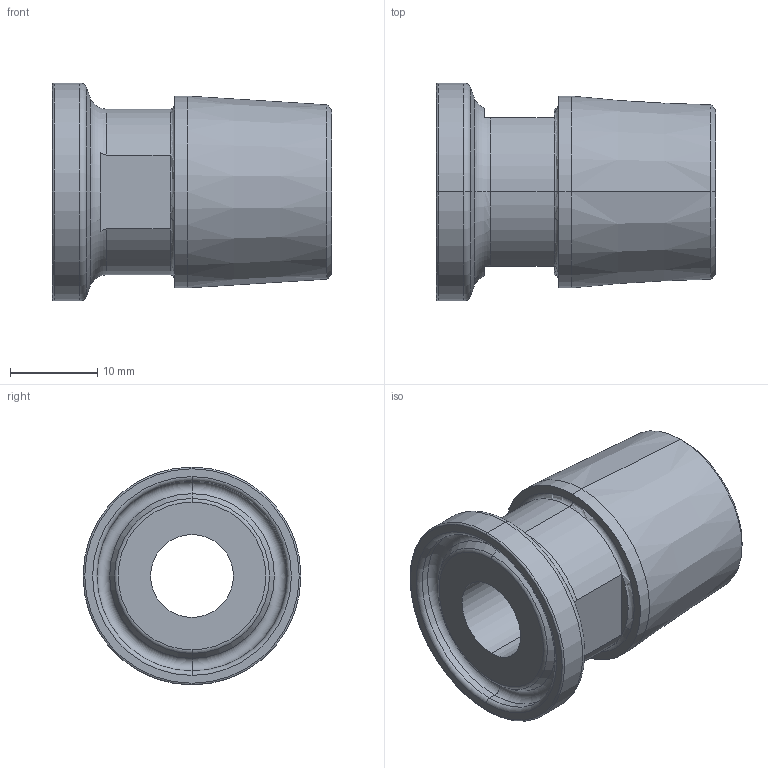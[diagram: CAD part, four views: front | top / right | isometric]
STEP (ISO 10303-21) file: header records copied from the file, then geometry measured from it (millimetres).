
FILE_DESCRIPTION (( 'STEP AP214' ), '1' );
FILE_NAME ('AM.050.050.STEP', '2020-03-09T08:34:30', ( '' ), ( '' ), 'SwSTEP 2.0', 'SolidWorks 2019', '' );
FILE_SCHEMA (( 'AUTOMOTIVE_DESIGN' ));
Length unit declared in the file: millimetre
Products named in the file (1): AM.050.050
Bounding box: 32 x 25 x 25 mm (x, y, z)
Volume: 7885.9 mm3; surface area: 4033.6 mm2
Topology: 1 solids, 1 shells, 45 faces, 95 edges, 54 vertices
Faces by surface type: torus 14, cylinder 11, cone 10, plane 10
Entity records: 1259 total; most frequent: DIRECTION 247, CARTESIAN_POINT 215, ORIENTED_EDGE 190, AXIS2_PLACEMENT_3D 110, EDGE_CURVE 95, CIRCLE 64, VERTEX_POINT 54, EDGE_LOOP 49
